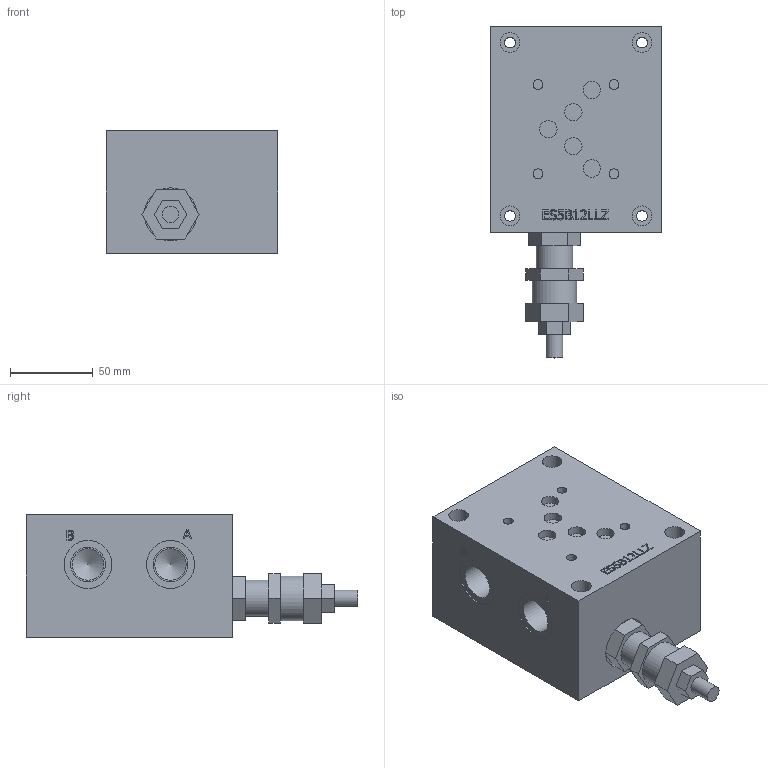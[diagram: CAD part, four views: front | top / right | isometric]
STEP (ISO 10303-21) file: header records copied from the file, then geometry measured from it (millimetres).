
FILE_DESCRIPTION(/* description */ (''),/* implementation_level */ '2;1');
FILE_NAME(/* name */ 'es5b12llz.stp',/* time_stamp */ '2016-05-10T16:30:20+02:00',/* author */ ('Lemoine2'),/* organization */ (''),/* preprocessor_version */ 'ST-DEVELOPER v16.1',/* originating_system */ 'Autodesk Inventor 2016',/* authorisation */ '');
FILE_SCHEMA (('AUTOMOTIVE_DESIGN { 1 0 10303 214 3 1 1 }'));
Length unit declared in the file: millimetre
Products named in the file (1): es5b12llz
Bounding box: 104 x 201 x 74 mm (x, y, z)
Volume: 945828.3 mm3; surface area: 83331.7 mm2
Topology: 2 solids, 2 shells, 325 faces, 811 edges, 542 vertices
Faces by surface type: plane 205, bspline 77, cylinder 38, cone 5
Full cylindrical faces by diameter (mm): 6 x4, 6.5 x4, 10 x1, 10.5 x5, 11.5 x1, 12 x4, 13.2 x1, 19 x4, 20.955 x4, 22 x2, 26 x2, 27 x1, 29 x4, 32 x1
Entity records: 9788 total; most frequent: CARTESIAN_POINT 2609, ORIENTED_EDGE 1508, DIRECTION 1174, EDGE_CURVE 754, VERTEX_POINT 528, LINE 524, VECTOR 524, EDGE_LOOP 428
